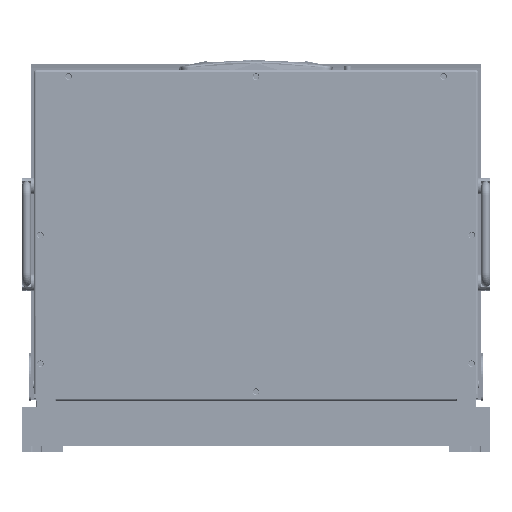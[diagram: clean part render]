
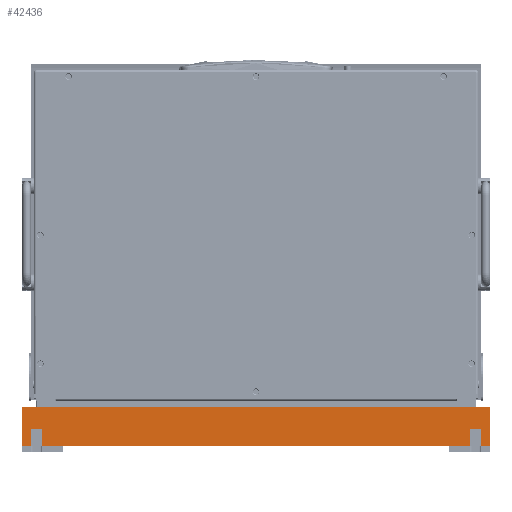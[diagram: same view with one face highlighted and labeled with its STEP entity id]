
A CAD part, front view. The second image highlights one B-rep face of the part: STEP entity #42436.
In plain terms, the highlighted planar face has unit normal (0, -1, 0).
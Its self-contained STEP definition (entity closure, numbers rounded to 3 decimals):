
#1038 = FACE_OUTER_BOUND ( 'NONE', #82812, .T. ) ;
#1108 = CIRCLE ( 'NONE', #50573, 3. ) ;
#1424 = CARTESIAN_POINT ( 'NONE',  ( 233., -4., 5. ) ) ;
#2608 = ORIENTED_EDGE ( 'NONE', *, *, #49384, .T. ) ;
#4241 = DIRECTION ( 'NONE',  ( -1., 0., 0. ) ) ;
#5230 = CARTESIAN_POINT ( 'NONE',  ( 233., -4., 20. ) ) ;
#5504 = LINE ( 'NONE', #53723, #39402 ) ;
#5752 = CIRCLE ( 'NONE', #84795, 3. ) ;
#5811 = CARTESIAN_POINT ( 'NONE',  ( -233., -4., 20. ) ) ;
#6463 = VERTEX_POINT ( 'NONE', #71126 ) ;
#6648 = LINE ( 'NONE', #33664, #76319 ) ;
#7040 = VERTEX_POINT ( 'NONE', #86811 ) ;
#7821 = ORIENTED_EDGE ( 'NONE', *, *, #51522, .T. ) ;
#8725 = LINE ( 'NONE', #83462, #77948 ) ;
#10178 = DIRECTION ( 'NONE',  ( 0., 0., 1. ) ) ;
#10925 = DIRECTION ( 'NONE',  ( 0., 0., -1. ) ) ;
#11078 = ORIENTED_EDGE ( 'NONE', *, *, #15520, .T. ) ;
#12187 = ORIENTED_EDGE ( 'NONE', *, *, #76981, .T. ) ;
#12995 = DIRECTION ( 'NONE',  ( 0., 0., -1. ) ) ;
#13443 = CARTESIAN_POINT ( 'NONE',  ( 242., -4., -20. ) ) ;
#14801 = ORIENTED_EDGE ( 'NONE', *, *, #78982, .F. ) ;
#15434 = VECTOR ( 'NONE', #10925, 1000. ) ;
#15520 = EDGE_CURVE ( 'NONE', #7040, #57124, #5504, .T. ) ;
#16230 = CARTESIAN_POINT ( 'NONE',  ( -224., -4., 2. ) ) ;
#16397 = CARTESIAN_POINT ( 'NONE',  ( 230., -4., 5. ) ) ;
#16488 = VERTEX_POINT ( 'NONE', #19870 ) ;
#16669 = DIRECTION ( 'NONE',  ( 0., 0., 1. ) ) ;
#17058 = ORIENTED_EDGE ( 'NONE', *, *, #45959, .F. ) ;
#17074 = CARTESIAN_POINT ( 'NONE',  ( -242., -4., -20. ) ) ;
#17220 = DIRECTION ( 'NONE',  ( 0., 1., 0. ) ) ;
#17513 = LINE ( 'NONE', #44529, #24165 ) ;
#17682 = EDGE_CURVE ( 'NONE', #34686, #35132, #71626, .T. ) ;
#18091 = EDGE_CURVE ( 'NONE', #35132, #57124, #77722, .T. ) ;
#19870 = CARTESIAN_POINT ( 'NONE',  ( 233., -4., 20. ) ) ;
#20732 = AXIS2_PLACEMENT_3D ( 'NONE', #13443, #74457, #12995 ) ;
#20956 = CARTESIAN_POINT ( 'NONE',  ( 224., -4., 5. ) ) ;
#22015 = CARTESIAN_POINT ( 'NONE',  ( 224., -4., 2. ) ) ;
#22571 = VERTEX_POINT ( 'NONE', #56753 ) ;
#24165 = VECTOR ( 'NONE', #16669, 1000. ) ;
#26098 = CARTESIAN_POINT ( 'NONE',  ( -242., -4., 20. ) ) ;
#26258 = CARTESIAN_POINT ( 'NONE',  ( -230., -4., 2. ) ) ;
#26334 = VERTEX_POINT ( 'NONE', #1424 ) ;
#27145 = DIRECTION ( 'NONE',  ( -1., 0., 0. ) ) ;
#27448 = ORIENTED_EDGE ( 'NONE', *, *, #65993, .T. ) ;
#30552 = DIRECTION ( 'NONE',  ( 0., 0., -1. ) ) ;
#30993 = CARTESIAN_POINT ( 'NONE',  ( -242., -4., 20. ) ) ;
#31720 = EDGE_CURVE ( 'NONE', #50672, #51077, #38812, .T. ) ;
#32253 = LINE ( 'NONE', #5230, #77609 ) ;
#33664 = CARTESIAN_POINT ( 'NONE',  ( -242., -4., 20. ) ) ;
#34182 = VECTOR ( 'NONE', #4241, 1000. ) ;
#34686 = VERTEX_POINT ( 'NONE', #17074 ) ;
#34902 = DIRECTION ( 'NONE',  ( -1., 0., 0. ) ) ;
#35132 = VERTEX_POINT ( 'NONE', #65055 ) ;
#35454 = ORIENTED_EDGE ( 'NONE', *, *, #55094, .T. ) ;
#36538 = VERTEX_POINT ( 'NONE', #76415 ) ;
#37394 = VERTEX_POINT ( 'NONE', #41770 ) ;
#38812 = LINE ( 'NONE', #64867, #15434 ) ;
#39402 = VECTOR ( 'NONE', #80232, 1000. ) ;
#39756 = DIRECTION ( 'NONE',  ( 0., 0., -1. ) ) ;
#39844 = VECTOR ( 'NONE', #83864, 1000. ) ;
#41770 = CARTESIAN_POINT ( 'NONE',  ( 230., -4., 2. ) ) ;
#42415 = ORIENTED_EDGE ( 'NONE', *, *, #68248, .T. ) ;
#42436 = ADVANCED_FACE ( 'NONE', ( #1038 ), #74007, .T. ) ;
#42619 = EDGE_CURVE ( 'NONE', #6463, #7040, #56082, .T. ) ;
#43670 = EDGE_CURVE ( 'NONE', #16488, #22571, #59693, .T. ) ;
#44330 = VECTOR ( 'NONE', #64470, 1000. ) ;
#44515 = LINE ( 'NONE', #71452, #34182 ) ;
#44529 = CARTESIAN_POINT ( 'NONE',  ( 221., -4., 20. ) ) ;
#45959 = EDGE_CURVE ( 'NONE', #36538, #34686, #44515, .T. ) ;
#47298 = VERTEX_POINT ( 'NONE', #16230 ) ;
#47548 = DIRECTION ( 'NONE',  ( 0., 0., 1. ) ) ;
#47943 = DIRECTION ( 'NONE',  ( 0., 1., 0. ) ) ;
#48758 = CARTESIAN_POINT ( 'NONE',  ( -224., -4., 5. ) ) ;
#49384 = EDGE_CURVE ( 'NONE', #26334, #37394, #1108, .T. ) ;
#50165 = CARTESIAN_POINT ( 'NONE',  ( -221., -4., 20. ) ) ;
#50573 = AXIS2_PLACEMENT_3D ( 'NONE', #16397, #63268, #47548 ) ;
#50672 = VERTEX_POINT ( 'NONE', #50165 ) ;
#51077 = VERTEX_POINT ( 'NONE', #87191 ) ;
#51314 = CARTESIAN_POINT ( 'NONE',  ( -230., -4., 5. ) ) ;
#51522 = EDGE_CURVE ( 'NONE', #51077, #47298, #5752, .T. ) ;
#53243 = EDGE_CURVE ( 'NONE', #50672, #85205, #6648, .T. ) ;
#53723 = CARTESIAN_POINT ( 'NONE',  ( -233., -4., 20. ) ) ;
#55094 = EDGE_CURVE ( 'NONE', #37394, #55103, #8725, .T. ) ;
#55103 = VERTEX_POINT ( 'NONE', #22015 ) ;
#56082 = CIRCLE ( 'NONE', #60294, 3. ) ;
#56753 = CARTESIAN_POINT ( 'NONE',  ( 242., -4., 20. ) ) ;
#57124 = VERTEX_POINT ( 'NONE', #5811 ) ;
#58330 = VECTOR ( 'NONE', #10178, 1000. ) ;
#59291 = DIRECTION ( 'NONE',  ( 1., 0., 0. ) ) ;
#59326 = CARTESIAN_POINT ( 'NONE',  ( 221., -4., 20. ) ) ;
#59693 = LINE ( 'NONE', #26098, #81375 ) ;
#60294 = AXIS2_PLACEMENT_3D ( 'NONE', #51314, #17220, #30552 ) ;
#62002 = DIRECTION ( 'NONE',  ( 0., 0., -1. ) ) ;
#63268 = DIRECTION ( 'NONE',  ( 0., 1., 0. ) ) ;
#64246 = VERTEX_POINT ( 'NONE', #86086 ) ;
#64470 = DIRECTION ( 'NONE',  ( 1., 0., 0. ) ) ;
#64867 = CARTESIAN_POINT ( 'NONE',  ( -221., -4., 20. ) ) ;
#65055 = CARTESIAN_POINT ( 'NONE',  ( -242., -4., 20. ) ) ;
#65993 = EDGE_CURVE ( 'NONE', #64246, #85205, #17513, .T. ) ;
#66642 = EDGE_CURVE ( 'NONE', #47298, #6463, #73116, .T. ) ;
#68248 = EDGE_CURVE ( 'NONE', #55103, #64246, #80932, .T. ) ;
#68777 = ORIENTED_EDGE ( 'NONE', *, *, #53243, .F. ) ;
#69227 = ORIENTED_EDGE ( 'NONE', *, *, #43670, .F. ) ;
#69948 = ORIENTED_EDGE ( 'NONE', *, *, #42619, .T. ) ;
#70179 = LINE ( 'NONE', #78089, #39844 ) ;
#71126 = CARTESIAN_POINT ( 'NONE',  ( -230., -4., 2. ) ) ;
#71452 = CARTESIAN_POINT ( 'NONE',  ( -242., -4., -20. ) ) ;
#71626 = LINE ( 'NONE', #30993, #58330 ) ;
#73116 = LINE ( 'NONE', #26258, #80580 ) ;
#74007 = PLANE ( 'NONE',  #20732 ) ;
#74457 = DIRECTION ( 'NONE',  ( 0., -1., 0. ) ) ;
#75431 = ORIENTED_EDGE ( 'NONE', *, *, #18091, .F. ) ;
#76083 = ORIENTED_EDGE ( 'NONE', *, *, #17682, .F. ) ;
#76319 = VECTOR ( 'NONE', #59291, 1000. ) ;
#76415 = CARTESIAN_POINT ( 'NONE',  ( 242., -4., -20. ) ) ;
#76981 = EDGE_CURVE ( 'NONE', #16488, #26334, #32253, .T. ) ;
#77609 = VECTOR ( 'NONE', #39756, 1000. ) ;
#77722 = LINE ( 'NONE', #83933, #44330 ) ;
#77948 = VECTOR ( 'NONE', #34902, 1000. ) ;
#78089 = CARTESIAN_POINT ( 'NONE',  ( 242., -4., 20. ) ) ;
#78982 = EDGE_CURVE ( 'NONE', #22571, #36538, #70179, .T. ) ;
#80026 = DIRECTION ( 'NONE',  ( 1., 0., 0. ) ) ;
#80232 = DIRECTION ( 'NONE',  ( 0., 0., 1. ) ) ;
#80580 = VECTOR ( 'NONE', #27145, 1000. ) ;
#80932 = CIRCLE ( 'NONE', #85168, 3. ) ;
#81375 = VECTOR ( 'NONE', #80026, 1000. ) ;
#81469 = DIRECTION ( 'NONE',  ( 0., 1., 0. ) ) ;
#82811 = DIRECTION ( 'NONE',  ( 0., 0., 1. ) ) ;
#82812 = EDGE_LOOP ( 'NONE', ( #11078, #75431, #76083, #17058, #14801, #69227, #12187, #2608, #35454, #42415, #27448, #68777, #85508, #7821, #83999, #69948 ) ) ;
#83462 = CARTESIAN_POINT ( 'NONE',  ( 230., -4., 2. ) ) ;
#83864 = DIRECTION ( 'NONE',  ( 0., 0., -1. ) ) ;
#83933 = CARTESIAN_POINT ( 'NONE',  ( -242., -4., 20. ) ) ;
#83999 = ORIENTED_EDGE ( 'NONE', *, *, #66642, .T. ) ;
#84795 = AXIS2_PLACEMENT_3D ( 'NONE', #48758, #81469, #62002 ) ;
#85168 = AXIS2_PLACEMENT_3D ( 'NONE', #20956, #47943, #82811 ) ;
#85205 = VERTEX_POINT ( 'NONE', #59326 ) ;
#85508 = ORIENTED_EDGE ( 'NONE', *, *, #31720, .T. ) ;
#86086 = CARTESIAN_POINT ( 'NONE',  ( 221., -4., 5. ) ) ;
#86811 = CARTESIAN_POINT ( 'NONE',  ( -233., -4., 5. ) ) ;
#87191 = CARTESIAN_POINT ( 'NONE',  ( -221., -4., 5. ) ) ;
